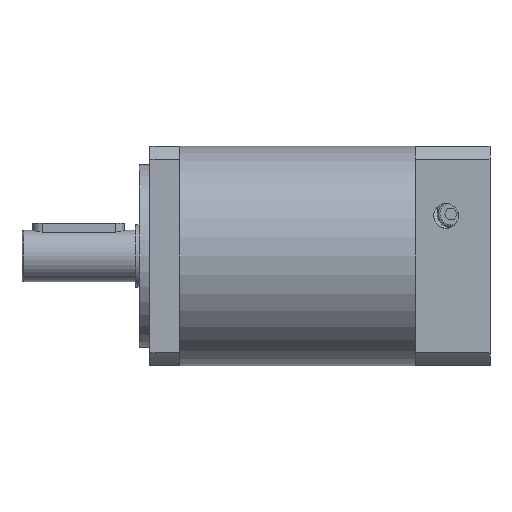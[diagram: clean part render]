
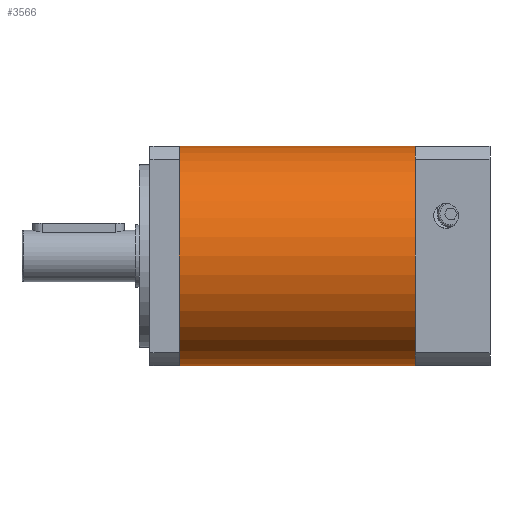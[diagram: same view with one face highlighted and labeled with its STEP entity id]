
A CAD part, left-side view. The second image highlights one B-rep face of the part: STEP entity #3566.
In plain terms, the highlighted cylindrical face has radius 30 mm (diameter 60 mm), a partial arc.
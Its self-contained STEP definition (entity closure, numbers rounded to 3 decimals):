
#6 = DIRECTION ( 'NONE',  ( 0., 1., 0. ) ) ;
#35 = EDGE_CURVE ( 'NONE', #119, #4923, #3554, .T. ) ;
#119 = VERTEX_POINT ( 'NONE', #4808 ) ;
#139 = CYLINDRICAL_SURFACE ( 'NONE', #4929, 30. ) ;
#175 = VERTEX_POINT ( 'NONE', #1191 ) ;
#242 = CARTESIAN_POINT ( 'NONE',  ( 0., 32.25, -30. ) ) ;
#415 = VECTOR ( 'NONE', #4422, 1000. ) ;
#508 = LINE ( 'NONE', #242, #3530 ) ;
#576 = EDGE_CURVE ( 'NONE', #4247, #1022, #1164, .T. ) ;
#628 = DIRECTION ( 'NONE',  ( 0., 1., 0. ) ) ;
#681 = ORIENTED_EDGE ( 'NONE', *, *, #1411, .F. ) ;
#873 = DIRECTION ( 'NONE',  ( 0., -1., 0. ) ) ;
#1022 = VERTEX_POINT ( 'NONE', #4533 ) ;
#1088 = AXIS2_PLACEMENT_3D ( 'NONE', #1397, #4175, #1793 ) ;
#1119 = ORIENTED_EDGE ( 'NONE', *, *, #35, .F. ) ;
#1164 = CIRCLE ( 'NONE', #4705, 30. ) ;
#1191 = CARTESIAN_POINT ( 'NONE',  ( -30., 32.25, 0. ) ) ;
#1253 = DIRECTION ( 'NONE',  ( 0., 0., -1. ) ) ;
#1287 = CIRCLE ( 'NONE', #3666, 30. ) ;
#1397 = CARTESIAN_POINT ( 'NONE',  ( 0., -32.25, 0. ) ) ;
#1411 = EDGE_CURVE ( 'NONE', #175, #119, #3852, .T. ) ;
#1507 = DIRECTION ( 'NONE',  ( 0., 1., 0. ) ) ;
#1793 = DIRECTION ( 'NONE',  ( 0., 0., 1. ) ) ;
#1943 = AXIS2_PLACEMENT_3D ( 'NONE', #3889, #1507, #4285 ) ;
#2194 = DIRECTION ( 'NONE',  ( 0., 0., 1. ) ) ;
#2221 = ORIENTED_EDGE ( 'NONE', *, *, #576, .T. ) ;
#2306 = EDGE_CURVE ( 'NONE', #1022, #4923, #5059, .T. ) ;
#2361 = CARTESIAN_POINT ( 'NONE',  ( 0., 32.25, 0. ) ) ;
#2577 = DIRECTION ( 'NONE',  ( 0., -1., 0. ) ) ;
#2607 = CARTESIAN_POINT ( 'NONE',  ( 0., 32.25, -30. ) ) ;
#2745 = DIRECTION ( 'NONE',  ( 0., 0., 1. ) ) ;
#2895 = ORIENTED_EDGE ( 'NONE', *, *, #2980, .T. ) ;
#2972 = CARTESIAN_POINT ( 'NONE',  ( 0., -32.25, 0. ) ) ;
#2980 = EDGE_CURVE ( 'NONE', #4891, #4247, #508, .T. ) ;
#3013 = ORIENTED_EDGE ( 'NONE', *, *, #4031, .F. ) ;
#3265 = FACE_OUTER_BOUND ( 'NONE', #3546, .T. ) ;
#3394 = ORIENTED_EDGE ( 'NONE', *, *, #2306, .T. ) ;
#3530 = VECTOR ( 'NONE', #2577, 1000. ) ;
#3546 = EDGE_LOOP ( 'NONE', ( #1119, #681, #3013, #2895, #2221, #3394 ) ) ;
#3554 = LINE ( 'NONE', #3621, #415 ) ;
#3566 = ADVANCED_FACE ( 'NONE', ( #3265 ), #139, .T. ) ;
#3621 = CARTESIAN_POINT ( 'NONE',  ( 0., 32.25, 30. ) ) ;
#3666 = AXIS2_PLACEMENT_3D ( 'NONE', #2361, #6, #2745 ) ;
#3852 = CIRCLE ( 'NONE', #1943, 30. ) ;
#3889 = CARTESIAN_POINT ( 'NONE',  ( 0., 32.25, 0. ) ) ;
#4031 = EDGE_CURVE ( 'NONE', #4891, #175, #1287, .T. ) ;
#4175 = DIRECTION ( 'NONE',  ( 0., 1., 0. ) ) ;
#4247 = VERTEX_POINT ( 'NONE', #4420 ) ;
#4285 = DIRECTION ( 'NONE',  ( 0., 0., 1. ) ) ;
#4420 = CARTESIAN_POINT ( 'NONE',  ( 0., -32.25, -30. ) ) ;
#4422 = DIRECTION ( 'NONE',  ( 0., -1., 0. ) ) ;
#4436 = CARTESIAN_POINT ( 'NONE',  ( 0., 32.25, 0. ) ) ;
#4533 = CARTESIAN_POINT ( 'NONE',  ( -30., -32.25, 0. ) ) ;
#4705 = AXIS2_PLACEMENT_3D ( 'NONE', #2972, #628, #2194 ) ;
#4808 = CARTESIAN_POINT ( 'NONE',  ( 0., 32.25, 30. ) ) ;
#4891 = VERTEX_POINT ( 'NONE', #2607 ) ;
#4923 = VERTEX_POINT ( 'NONE', #5030 ) ;
#4929 = AXIS2_PLACEMENT_3D ( 'NONE', #4436, #873, #1253 ) ;
#5030 = CARTESIAN_POINT ( 'NONE',  ( 0., -32.25, 30. ) ) ;
#5059 = CIRCLE ( 'NONE', #1088, 30. ) ;
